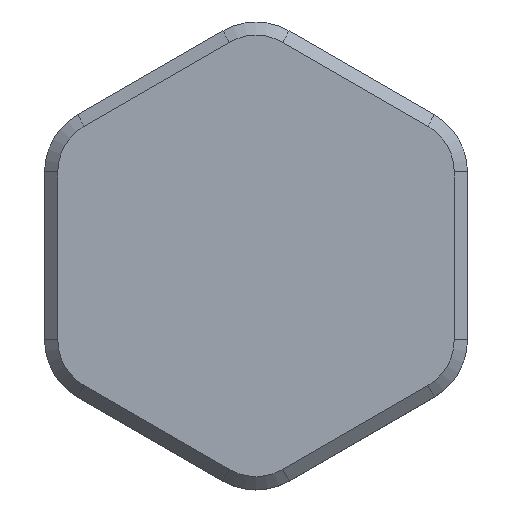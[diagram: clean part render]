
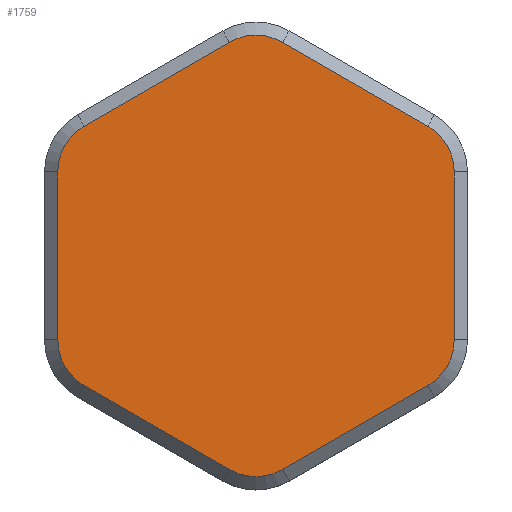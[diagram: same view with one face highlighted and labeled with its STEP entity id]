
A CAD part, top view. The second image highlights one B-rep face of the part: STEP entity #1759.
In plain terms, the highlighted planar face has unit normal (0, 0, 1).
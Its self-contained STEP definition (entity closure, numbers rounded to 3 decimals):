
#49=PLANE('',#1932);
#128=FACE_OUTER_BOUND('',#242,.T.);
#242=EDGE_LOOP('',(#1310,#1311,#1312,#1313,#1314,#1315,#1316,#1317,#1318,
#1319,#1320,#1321));
#348=LINE('',#2797,#498);
#352=LINE('',#2809,#502);
#356=LINE('',#2821,#506);
#360=LINE('',#2833,#510);
#364=LINE('',#2845,#514);
#368=LINE('',#2856,#518);
#498=VECTOR('',#2210,10.);
#502=VECTOR('',#2222,10.);
#506=VECTOR('',#2234,10.);
#510=VECTOR('',#2246,10.);
#514=VECTOR('',#2258,10.);
#518=VECTOR('',#2270,10.);
#652=CIRCLE('',#1901,2.4);
#654=CIRCLE('',#1905,2.4);
#656=CIRCLE('',#1909,2.4);
#658=CIRCLE('',#1913,2.4);
#660=CIRCLE('',#1917,2.4);
#662=CIRCLE('',#1921,2.4);
#765=VERTEX_POINT('',#2787);
#768=VERTEX_POINT('',#2792);
#769=VERTEX_POINT('',#2796);
#771=VERTEX_POINT('',#2802);
#773=VERTEX_POINT('',#2808);
#775=VERTEX_POINT('',#2814);
#777=VERTEX_POINT('',#2820);
#779=VERTEX_POINT('',#2826);
#781=VERTEX_POINT('',#2832);
#783=VERTEX_POINT('',#2838);
#785=VERTEX_POINT('',#2844);
#787=VERTEX_POINT('',#2850);
#942=EDGE_CURVE('',#768,#765,#652,.T.);
#943=EDGE_CURVE('',#765,#769,#348,.T.);
#948=EDGE_CURVE('',#769,#771,#654,.T.);
#949=EDGE_CURVE('',#771,#773,#352,.T.);
#954=EDGE_CURVE('',#773,#775,#656,.T.);
#955=EDGE_CURVE('',#775,#777,#356,.T.);
#960=EDGE_CURVE('',#777,#779,#658,.T.);
#961=EDGE_CURVE('',#779,#781,#360,.T.);
#966=EDGE_CURVE('',#781,#783,#660,.T.);
#967=EDGE_CURVE('',#783,#785,#364,.T.);
#972=EDGE_CURVE('',#785,#787,#662,.T.);
#973=EDGE_CURVE('',#787,#768,#368,.T.);
#1310=ORIENTED_EDGE('',*,*,#942,.F.);
#1311=ORIENTED_EDGE('',*,*,#973,.F.);
#1312=ORIENTED_EDGE('',*,*,#972,.F.);
#1313=ORIENTED_EDGE('',*,*,#967,.F.);
#1314=ORIENTED_EDGE('',*,*,#966,.F.);
#1315=ORIENTED_EDGE('',*,*,#961,.F.);
#1316=ORIENTED_EDGE('',*,*,#960,.F.);
#1317=ORIENTED_EDGE('',*,*,#955,.F.);
#1318=ORIENTED_EDGE('',*,*,#954,.F.);
#1319=ORIENTED_EDGE('',*,*,#949,.F.);
#1320=ORIENTED_EDGE('',*,*,#948,.F.);
#1321=ORIENTED_EDGE('',*,*,#943,.F.);
#1759=ADVANCED_FACE('',(#128),#49,.T.);
#1901=AXIS2_PLACEMENT_3D('',#2794,#2206,#2207);
#1905=AXIS2_PLACEMENT_3D('',#2806,#2218,#2219);
#1909=AXIS2_PLACEMENT_3D('',#2818,#2230,#2231);
#1913=AXIS2_PLACEMENT_3D('',#2830,#2242,#2243);
#1917=AXIS2_PLACEMENT_3D('',#2842,#2254,#2255);
#1921=AXIS2_PLACEMENT_3D('',#2854,#2266,#2267);
#1932=AXIS2_PLACEMENT_3D('',#2884,#2300,#2301);
#2206=DIRECTION('center_axis',(0.,0.,-1.));
#2207=DIRECTION('ref_axis',(-0.866,0.5,0.));
#2210=DIRECTION('',(0.866,0.5,0.));
#2218=DIRECTION('center_axis',(0.,0.,-1.));
#2219=DIRECTION('ref_axis',(0.,1.,0.));
#2222=DIRECTION('',(0.866,-0.5,0.));
#2230=DIRECTION('center_axis',(0.,0.,-1.));
#2231=DIRECTION('ref_axis',(0.866,0.5,0.));
#2234=DIRECTION('',(0.,-1.,0.));
#2242=DIRECTION('center_axis',(0.,0.,-1.));
#2243=DIRECTION('ref_axis',(0.866,-0.5,0.));
#2246=DIRECTION('',(-0.866,-0.5,0.));
#2254=DIRECTION('center_axis',(0.,0.,-1.));
#2255=DIRECTION('ref_axis',(0.,-1.,0.));
#2258=DIRECTION('',(-0.866,0.5,0.));
#2266=DIRECTION('center_axis',(0.,0.,-1.));
#2267=DIRECTION('ref_axis',(-0.866,-0.5,0.));
#2270=DIRECTION('',(0.,1.,0.));
#2300=DIRECTION('center_axis',(0.,0.,1.));
#2301=DIRECTION('ref_axis',(1.,0.,0.));
#2787=CARTESIAN_POINT('',(94.7,33.389,10.));
#2792=CARTESIAN_POINT('',(93.5,31.311,10.));
#2794=CARTESIAN_POINT('Origin',(95.9,31.311,10.));
#2796=CARTESIAN_POINT('',(101.3,37.199,10.));
#2797=CARTESIAN_POINT('',(100.5,36.738,10.));
#2802=CARTESIAN_POINT('',(103.7,37.199,10.));
#2806=CARTESIAN_POINT('Origin',(102.5,35.121,10.));
#2808=CARTESIAN_POINT('',(110.3,33.389,10.));
#2809=CARTESIAN_POINT('',(109.5,33.851,10.));
#2814=CARTESIAN_POINT('',(111.5,31.311,10.));
#2818=CARTESIAN_POINT('Origin',(109.1,31.311,10.));
#2820=CARTESIAN_POINT('',(111.5,23.689,10.));
#2821=CARTESIAN_POINT('',(111.5,24.613,10.));
#2826=CARTESIAN_POINT('',(110.3,21.611,10.));
#2830=CARTESIAN_POINT('Origin',(109.1,23.689,10.));
#2832=CARTESIAN_POINT('',(103.7,17.801,10.));
#2833=CARTESIAN_POINT('',(104.5,18.262,10.));
#2838=CARTESIAN_POINT('',(101.3,17.801,10.));
#2842=CARTESIAN_POINT('Origin',(102.5,19.879,10.));
#2844=CARTESIAN_POINT('',(94.7,21.611,10.));
#2845=CARTESIAN_POINT('',(95.5,21.149,10.));
#2850=CARTESIAN_POINT('',(93.5,23.689,10.));
#2854=CARTESIAN_POINT('Origin',(95.9,23.689,10.));
#2856=CARTESIAN_POINT('',(93.5,30.387,10.));
#2884=CARTESIAN_POINT('Origin',(102.5,27.5,10.));
